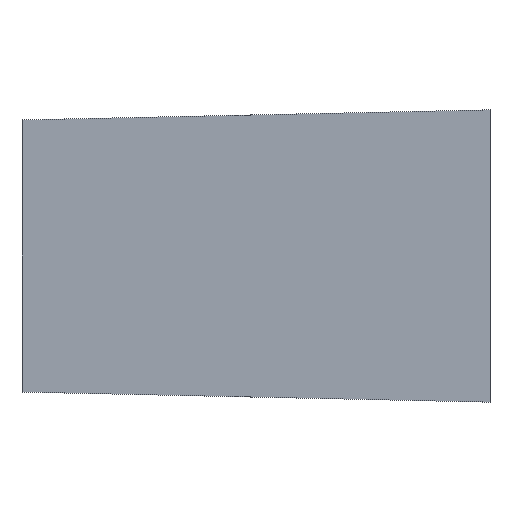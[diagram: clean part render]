
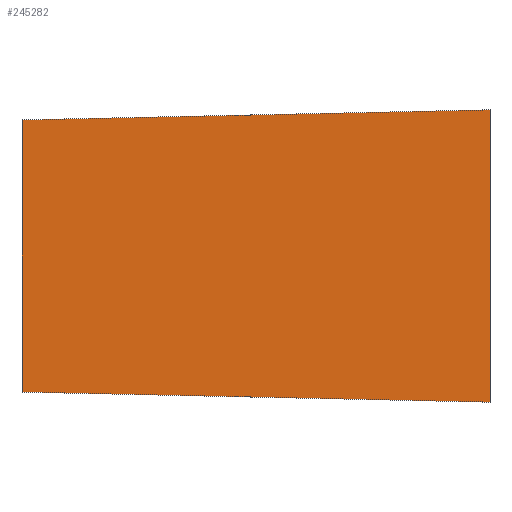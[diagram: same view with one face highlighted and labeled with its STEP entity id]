
A CAD part, top view. The second image highlights one B-rep face of the part: STEP entity #245282.
In plain terms, the highlighted planar face has unit normal (0, 0, 1).
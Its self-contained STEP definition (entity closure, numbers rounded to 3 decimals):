
#9861 = LINE ( 'NONE', #163294, #232055 ) ;
#45974 = VERTEX_POINT ( 'NONE', #150976 ) ;
#50286 = EDGE_CURVE ( 'NONE', #45974, #139115, #416642, .T. ) ;
#84391 = VECTOR ( 'NONE', #383338, 1000. ) ;
#92212 = EDGE_CURVE ( 'NONE', #423295, #139115, #507027, .T. ) ;
#99118 = AXIS2_PLACEMENT_3D ( 'NONE', #154705, #356318, #227402 ) ;
#121104 = CARTESIAN_POINT ( 'NONE',  ( -64.6, -400.001, 1284.022 ) ) ;
#129044 = DIRECTION ( 'NONE',  ( -1., 0.022, 0. ) ) ;
#139115 = VERTEX_POINT ( 'NONE', #143291 ) ;
#143291 = CARTESIAN_POINT ( 'NONE',  ( -655.363, -387.264, 1284.022 ) ) ;
#150976 = CARTESIAN_POINT ( 'NONE',  ( 676.55, -415.979, 1284.022 ) ) ;
#154705 = CARTESIAN_POINT ( 'NONE',  ( 0., 0., 1284.022 ) ) ;
#163294 = CARTESIAN_POINT ( 'NONE',  ( 676.55, 37.5, 1284.022 ) ) ;
#185027 = VECTOR ( 'NONE', #444228, 1000. ) ;
#193147 = EDGE_CURVE ( 'NONE', #444269, #45974, #9861, .T. ) ;
#200908 = VECTOR ( 'NONE', #129044, 1000. ) ;
#202266 = CARTESIAN_POINT ( 'NONE',  ( -64.6, 400.001, 1284.022 ) ) ;
#227402 = DIRECTION ( 'NONE',  ( 1., 0., 0. ) ) ;
#230048 = FACE_OUTER_BOUND ( 'NONE', #529249, .T. ) ;
#232055 = VECTOR ( 'NONE', #453569, 1000. ) ;
#235368 = PLANE ( 'NONE',  #99118 ) ;
#244273 = EDGE_CURVE ( 'NONE', #423295, #444269, #403912, .T. ) ;
#245282 = ADVANCED_FACE ( 'NONE', ( #230048 ), #235368, .T. ) ;
#251442 = CARTESIAN_POINT ( 'NONE',  ( -655.363, 387.264, 1284.022 ) ) ;
#300039 = CARTESIAN_POINT ( 'NONE',  ( -655.363, 28.125, 1284.022 ) ) ;
#329561 = ORIENTED_EDGE ( 'NONE', *, *, #50286, .F. ) ;
#356318 = DIRECTION ( 'NONE',  ( 0., 0., 1. ) ) ;
#373706 = ORIENTED_EDGE ( 'NONE', *, *, #193147, .F. ) ;
#383338 = DIRECTION ( 'NONE',  ( 0., -1., 0. ) ) ;
#403912 = LINE ( 'NONE', #202266, #185027 ) ;
#405372 = ORIENTED_EDGE ( 'NONE', *, *, #244273, .F. ) ;
#416642 = LINE ( 'NONE', #121104, #200908 ) ;
#423295 = VERTEX_POINT ( 'NONE', #251442 ) ;
#443629 = ORIENTED_EDGE ( 'NONE', *, *, #92212, .T. ) ;
#444228 = DIRECTION ( 'NONE',  ( 1., 0.022, 0. ) ) ;
#444269 = VERTEX_POINT ( 'NONE', #508001 ) ;
#453569 = DIRECTION ( 'NONE',  ( 0., -1., 0. ) ) ;
#507027 = LINE ( 'NONE', #300039, #84391 ) ;
#508001 = CARTESIAN_POINT ( 'NONE',  ( 676.55, 415.979, 1284.022 ) ) ;
#529249 = EDGE_LOOP ( 'NONE', ( #329561, #373706, #405372, #443629 ) ) ;
